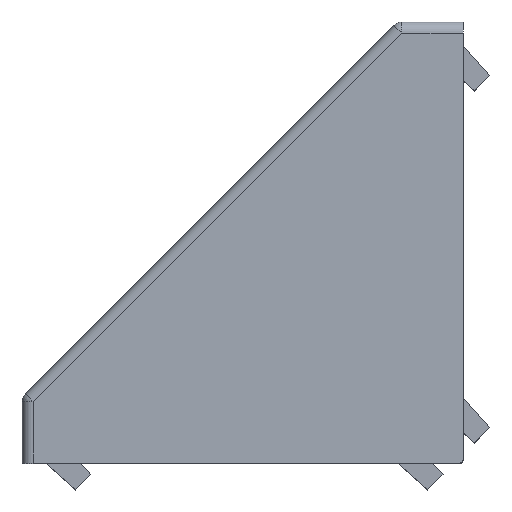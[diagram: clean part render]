
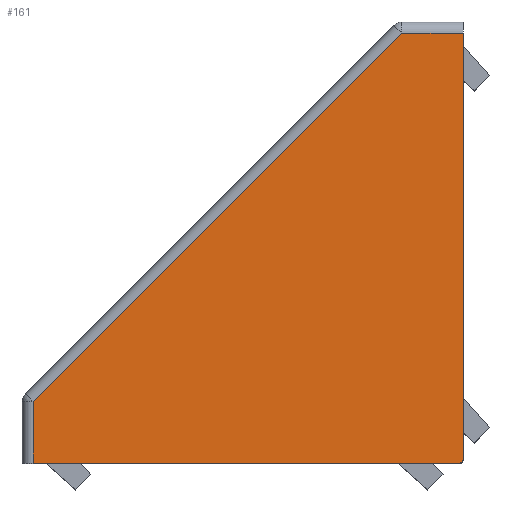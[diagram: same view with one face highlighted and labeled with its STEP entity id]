
A CAD part, top view. The second image highlights one B-rep face of the part: STEP entity #161.
In plain terms, the highlighted planar face has unit normal (0, 0, 1).
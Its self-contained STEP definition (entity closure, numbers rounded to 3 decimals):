
#96 = LINE ( 'NONE', #4200, #1317 ) ;
#161 = ADVANCED_FACE ( 'NONE', ( #1528 ), #4061, .T. ) ;
#317 = CARTESIAN_POINT ( 'NONE',  ( -2.793, 19.5, 8.5 ) ) ;
#372 = ORIENTED_EDGE ( 'NONE', *, *, #1302, .T. ) ;
#377 = VECTOR ( 'NONE', #3200, 1000. ) ;
#503 = CARTESIAN_POINT ( 'NONE',  ( -0.2, 0., 8.5 ) ) ;
#586 = CARTESIAN_POINT ( 'NONE',  ( -19.5, 2.793, 8.5 ) ) ;
#700 = AXIS2_PLACEMENT_3D ( 'NONE', #4310, #4045, #4036 ) ;
#782 = DIRECTION ( 'NONE',  ( 1., 0., 0. ) ) ;
#794 = DIRECTION ( 'NONE',  ( -1., 0., 0. ) ) ;
#840 = DIRECTION ( 'NONE',  ( 0., 0., 1. ) ) ;
#853 = CARTESIAN_POINT ( 'NONE',  ( -0.2, 0.2, 8.5 ) ) ;
#855 = EDGE_LOOP ( 'NONE', ( #4134, #1245, #2221, #3268, #372, #1345 ) ) ;
#1125 = VERTEX_POINT ( 'NONE', #3450 ) ;
#1245 = ORIENTED_EDGE ( 'NONE', *, *, #1277, .T. ) ;
#1263 = VERTEX_POINT ( 'NONE', #1896 ) ;
#1277 = EDGE_CURVE ( 'NONE', #3629, #1125, #3354, .T. ) ;
#1289 = EDGE_CURVE ( 'NONE', #4763, #3064, #4214, .T. ) ;
#1302 = EDGE_CURVE ( 'NONE', #3064, #1263, #3117, .T. ) ;
#1311 = EDGE_CURVE ( 'NONE', #1263, #3523, #96, .T. ) ;
#1317 = VECTOR ( 'NONE', #4258, 1000. ) ;
#1345 = ORIENTED_EDGE ( 'NONE', *, *, #1311, .T. ) ;
#1528 = FACE_OUTER_BOUND ( 'NONE', #855, .T. ) ;
#1896 = CARTESIAN_POINT ( 'NONE',  ( -19.5, 2.793, 8.5 ) ) ;
#2054 = VECTOR ( 'NONE', #4577, 1000. ) ;
#2107 = EDGE_CURVE ( 'NONE', #1125, #4763, #2486, .T. ) ;
#2177 = VECTOR ( 'NONE', #794, 1000. ) ;
#2221 = ORIENTED_EDGE ( 'NONE', *, *, #2107, .T. ) ;
#2486 = LINE ( 'NONE', #3508, #377 ) ;
#2774 = CARTESIAN_POINT ( 'NONE',  ( -2.793, 19.5, 8.5 ) ) ;
#2978 = CARTESIAN_POINT ( 'NONE',  ( 0., 0., 8.5 ) ) ;
#3024 = CARTESIAN_POINT ( 'NONE',  ( 0., 19.5, 8.5 ) ) ;
#3064 = VERTEX_POINT ( 'NONE', #2774 ) ;
#3117 = LINE ( 'NONE', #586, #2054 ) ;
#3200 = DIRECTION ( 'NONE',  ( 0., 1., 0. ) ) ;
#3268 = ORIENTED_EDGE ( 'NONE', *, *, #1289, .T. ) ;
#3354 = CIRCLE ( 'NONE', #3802, 0.2 ) ;
#3394 = EDGE_CURVE ( 'NONE', #3523, #3629, #4396, .T. ) ;
#3450 = CARTESIAN_POINT ( 'NONE',  ( 0., 0.2, 8.5 ) ) ;
#3508 = CARTESIAN_POINT ( 'NONE',  ( 0., 0., 8.5 ) ) ;
#3523 = VERTEX_POINT ( 'NONE', #3765 ) ;
#3629 = VERTEX_POINT ( 'NONE', #503 ) ;
#3716 = DIRECTION ( 'NONE',  ( 1., 0., 0. ) ) ;
#3765 = CARTESIAN_POINT ( 'NONE',  ( -19.5, 0., 8.5 ) ) ;
#3802 = AXIS2_PLACEMENT_3D ( 'NONE', #853, #840, #782 ) ;
#4036 = DIRECTION ( 'NONE',  ( 1., 0., 0. ) ) ;
#4045 = DIRECTION ( 'NONE',  ( 0., 0., 1. ) ) ;
#4061 = PLANE ( 'NONE',  #700 ) ;
#4134 = ORIENTED_EDGE ( 'NONE', *, *, #3394, .T. ) ;
#4175 = VECTOR ( 'NONE', #3716, 1000. ) ;
#4200 = CARTESIAN_POINT ( 'NONE',  ( -19.5, 0., 8.5 ) ) ;
#4214 = LINE ( 'NONE', #317, #2177 ) ;
#4258 = DIRECTION ( 'NONE',  ( 0., -1., 0. ) ) ;
#4310 = CARTESIAN_POINT ( 'NONE',  ( 0., 20., 8.5 ) ) ;
#4396 = LINE ( 'NONE', #2978, #4175 ) ;
#4577 = DIRECTION ( 'NONE',  ( -0.707, -0.707, 0. ) ) ;
#4763 = VERTEX_POINT ( 'NONE', #3024 ) ;
